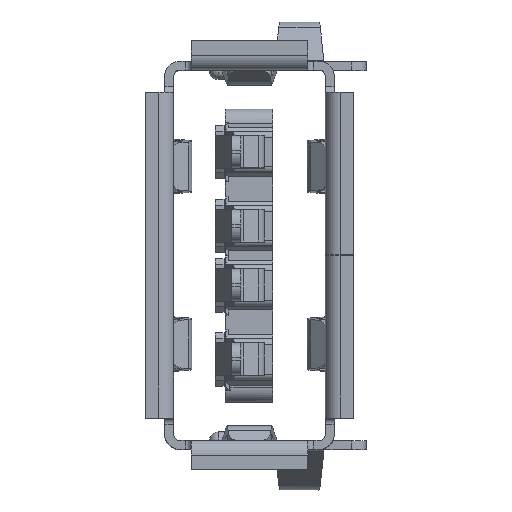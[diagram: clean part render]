
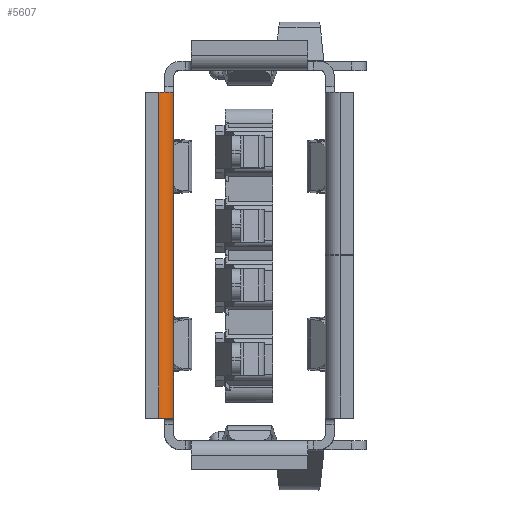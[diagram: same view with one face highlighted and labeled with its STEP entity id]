
A CAD part, top view. The second image highlights one B-rep face of the part: STEP entity #5607.
In plain terms, the highlighted cylindrical face has radius 0.5 mm (diameter 1 mm), a partial arc.
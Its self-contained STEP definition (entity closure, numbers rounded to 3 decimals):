
#4273 = VERTEX_POINT('',#4274);
#4274 = CARTESIAN_POINT('',(-1.58,5.52,13.1));
#4280 = EDGE_CURVE('',#4273,#4281,#4283,.T.);
#4281 = VERTEX_POINT('',#4282);
#4282 = CARTESIAN_POINT('',(-1.58,-5.48,13.1));
#4283 = LINE('',#4284,#4285);
#4284 = CARTESIAN_POINT('',(-1.58,6.57,13.1));
#4285 = VECTOR('',#4286,1.);
#4286 = DIRECTION('',(0.,-1.,0.));
#5486 = VERTEX_POINT('',#5487);
#5487 = CARTESIAN_POINT('',(-2.08,-5.48,13.6));
#5495 = EDGE_CURVE('',#5486,#5496,#5498,.T.);
#5496 = VERTEX_POINT('',#5497);
#5497 = CARTESIAN_POINT('',(-2.08,5.52,13.6));
#5498 = LINE('',#5499,#5500);
#5499 = CARTESIAN_POINT('',(-2.08,-7.23,13.6));
#5500 = VECTOR('',#5501,1.);
#5501 = DIRECTION('',(0.,1.,0.));
#5607 = ADVANCED_FACE('',(#5608),#5626,.T.);
#5608 = FACE_BOUND('',#5609,.T.);
#5609 = EDGE_LOOP('',(#5610,#5611,#5618,#5619));
#5610 = ORIENTED_EDGE('',*,*,#5495,.F.);
#5611 = ORIENTED_EDGE('',*,*,#5612,.T.);
#5612 = EDGE_CURVE('',#5486,#4281,#5613,.T.);
#5613 = CIRCLE('',#5614,0.5);
#5614 = AXIS2_PLACEMENT_3D('',#5615,#5616,#5617);
#5615 = CARTESIAN_POINT('',(-2.08,-5.48,13.1));
#5616 = DIRECTION('',(0.,1.,0.));
#5617 = DIRECTION('',(0.,0.,-1.));
#5618 = ORIENTED_EDGE('',*,*,#4280,.F.);
#5619 = ORIENTED_EDGE('',*,*,#5620,.F.);
#5620 = EDGE_CURVE('',#5496,#4273,#5621,.T.);
#5621 = CIRCLE('',#5622,0.5);
#5622 = AXIS2_PLACEMENT_3D('',#5623,#5624,#5625);
#5623 = CARTESIAN_POINT('',(-2.08,5.52,13.1));
#5624 = DIRECTION('',(0.,1.,0.));
#5625 = DIRECTION('',(0.,0.,-1.));
#5626 = CYLINDRICAL_SURFACE('',#5627,0.5);
#5627 = AXIS2_PLACEMENT_3D('',#5628,#5629,#5630);
#5628 = CARTESIAN_POINT('',(-2.08,6.57,13.1));
#5629 = DIRECTION('',(0.,-1.,0.));
#5630 = DIRECTION('',(0.,0.,-1.));
